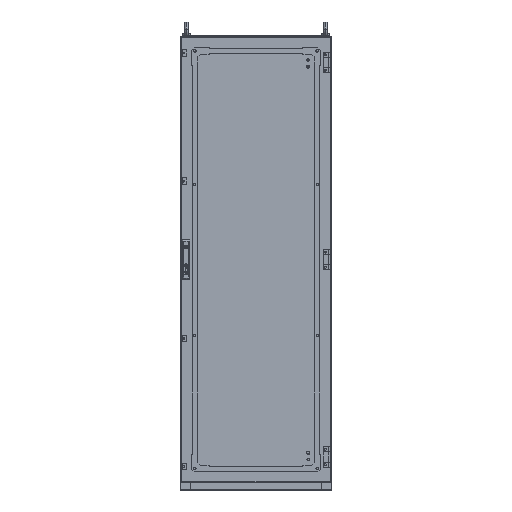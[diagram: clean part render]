
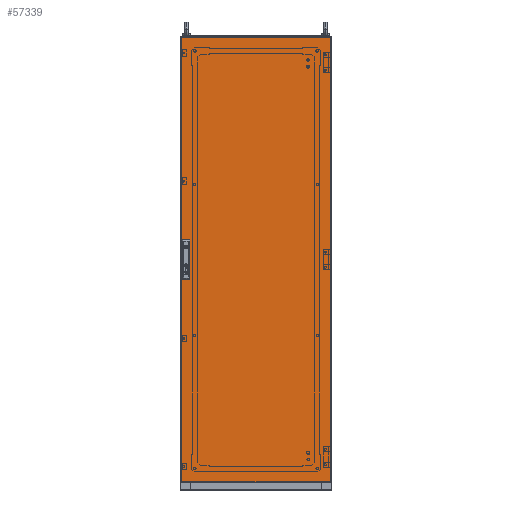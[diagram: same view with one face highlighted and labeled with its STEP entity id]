
A CAD part, top view. The second image highlights one B-rep face of the part: STEP entity #57339.
In plain terms, the highlighted planar face has unit normal (0, 0, 1).
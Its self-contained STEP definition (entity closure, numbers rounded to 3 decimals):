
#36 = LINE ( 'NONE', #87392, #109008 ) ;
#89 = ORIENTED_EDGE ( 'NONE', *, *, #133615, .F. ) ;
#863 = ORIENTED_EDGE ( 'NONE', *, *, #21934, .F. ) ;
#1863 = VERTEX_POINT ( 'NONE', #75274 ) ;
#5474 = VECTOR ( 'NONE', #9019, 1000. ) ;
#5816 = CARTESIAN_POINT ( 'NONE',  ( 297., -870., 0. ) ) ;
#6140 = VECTOR ( 'NONE', #117552, 1000. ) ;
#9019 = DIRECTION ( 'NONE',  ( 0., -1., 0. ) ) ;
#15144 = VECTOR ( 'NONE', #142828, 1000. ) ;
#16110 = CARTESIAN_POINT ( 'NONE',  ( -265.7, -61.5, 0. ) ) ;
#16434 = DIRECTION ( 'NONE',  ( 0., 1., 0. ) ) ;
#20939 = CARTESIAN_POINT ( 'NONE',  ( -297., 897., 0. ) ) ;
#21934 = EDGE_CURVE ( 'NONE', #84033, #135632, #145300, .T. ) ;
#28330 = CARTESIAN_POINT ( 'NONE',  ( 297., 897., 0. ) ) ;
#29471 = ORIENTED_EDGE ( 'NONE', *, *, #100519, .F. ) ;
#30145 = DIRECTION ( 'NONE',  ( -1., 0., 0. ) ) ;
#31299 = EDGE_LOOP ( 'NONE', ( #82342, #93745, #52101, #863 ) ) ;
#32301 = ORIENTED_EDGE ( 'NONE', *, *, #98105, .T. ) ;
#32831 = DIRECTION ( 'NONE',  ( 0., 0., 1. ) ) ;
#34521 = DIRECTION ( 'NONE',  ( -1., 0., 0. ) ) ;
#35923 = VECTOR ( 'NONE', #30145, 1000. ) ;
#42843 = CARTESIAN_POINT ( 'NONE',  ( -297., -870., 0. ) ) ;
#44723 = CARTESIAN_POINT ( 'NONE',  ( -265.7, -11.5, 0. ) ) ;
#44970 = CARTESIAN_POINT ( 'NONE',  ( -265.7, -11.5, 0. ) ) ;
#45516 = CARTESIAN_POINT ( 'NONE',  ( 0., 0., 0. ) ) ;
#47435 = FACE_BOUND ( 'NONE', #155729, .T. ) ;
#47485 = EDGE_CURVE ( 'NONE', #122032, #185770, #84738, .T. ) ;
#49815 = LINE ( 'NONE', #93520, #81012 ) ;
#49818 = ORIENTED_EDGE ( 'NONE', *, *, #70245, .F. ) ;
#52101 = ORIENTED_EDGE ( 'NONE', *, *, #93063, .F. ) ;
#53625 = CARTESIAN_POINT ( 'NONE',  ( -265.7, 38.5, 0. ) ) ;
#57339 = ADVANCED_FACE ( 'NONE', ( #90207, #47435, #133890 ), #106659, .T. ) ;
#57846 = VECTOR ( 'NONE', #101054, 1000. ) ;
#58686 = VERTEX_POINT ( 'NONE', #16110 ) ;
#64525 = CARTESIAN_POINT ( 'NONE',  ( -297., -870., 0. ) ) ;
#65914 = EDGE_CURVE ( 'NONE', #70147, #1863, #153746, .T. ) ;
#66222 = EDGE_CURVE ( 'NONE', #176935, #84033, #49815, .T. ) ;
#67212 = LINE ( 'NONE', #99270, #100178 ) ;
#70147 = VERTEX_POINT ( 'NONE', #28330 ) ;
#70245 = EDGE_CURVE ( 'NONE', #58686, #84630, #189078, .T. ) ;
#75274 = CARTESIAN_POINT ( 'NONE',  ( -297., 897., 0. ) ) ;
#81012 = VECTOR ( 'NONE', #168078, 1000. ) ;
#82342 = ORIENTED_EDGE ( 'NONE', *, *, #66222, .F. ) ;
#82524 = CARTESIAN_POINT ( 'NONE',  ( -290.7, -61.5, 0. ) ) ;
#84033 = VERTEX_POINT ( 'NONE', #89392 ) ;
#84130 = VERTEX_POINT ( 'NONE', #5816 ) ;
#84630 = VERTEX_POINT ( 'NONE', #44970 ) ;
#84642 = LINE ( 'NONE', #42843, #15144 ) ;
#84738 = LINE ( 'NONE', #110013, #5474 ) ;
#85556 = CARTESIAN_POINT ( 'NONE',  ( -290.7, 88.5, 0. ) ) ;
#87223 = ORIENTED_EDGE ( 'NONE', *, *, #186469, .T. ) ;
#87392 = CARTESIAN_POINT ( 'NONE',  ( 297., 897., 0. ) ) ;
#87477 = EDGE_CURVE ( 'NONE', #128236, #176935, #88214, .T. ) ;
#88214 = LINE ( 'NONE', #178199, #167217 ) ;
#89062 = CARTESIAN_POINT ( 'NONE',  ( -265.7, 88.5, 0. ) ) ;
#89392 = CARTESIAN_POINT ( 'NONE',  ( -290.7, 38.5, 0. ) ) ;
#90207 = FACE_BOUND ( 'NONE', #31299, .T. ) ;
#90828 = EDGE_LOOP ( 'NONE', ( #87223, #116033, #32301, #179147 ) ) ;
#91310 = ORIENTED_EDGE ( 'NONE', *, *, #47485, .F. ) ;
#92960 = AXIS2_PLACEMENT_3D ( 'NONE', #45516, #32831, #136715 ) ;
#93063 = EDGE_CURVE ( 'NONE', #135632, #128236, #132108, .T. ) ;
#93520 = CARTESIAN_POINT ( 'NONE',  ( -290.7, 38.5, 0. ) ) ;
#93745 = ORIENTED_EDGE ( 'NONE', *, *, #87477, .F. ) ;
#98105 = EDGE_CURVE ( 'NONE', #84130, #70147, #36, .T. ) ;
#99270 = CARTESIAN_POINT ( 'NONE',  ( -297., 897., 0. ) ) ;
#100178 = VECTOR ( 'NONE', #185342, 1000. ) ;
#100519 = EDGE_CURVE ( 'NONE', #185770, #58686, #181947, .T. ) ;
#101054 = DIRECTION ( 'NONE',  ( 0., 1., 0. ) ) ;
#102773 = DIRECTION ( 'NONE',  ( -1., 0., 0. ) ) ;
#103942 = LINE ( 'NONE', #44723, #35923 ) ;
#106659 = PLANE ( 'NONE',  #92960 ) ;
#109008 = VECTOR ( 'NONE', #16434, 1000. ) ;
#110013 = CARTESIAN_POINT ( 'NONE',  ( -290.7, -61.5, 0. ) ) ;
#116033 = ORIENTED_EDGE ( 'NONE', *, *, #179945, .T. ) ;
#117552 = DIRECTION ( 'NONE',  ( 0., 1., 0. ) ) ;
#122032 = VERTEX_POINT ( 'NONE', #180607 ) ;
#124282 = VECTOR ( 'NONE', #34521, 1000. ) ;
#124941 = DIRECTION ( 'NONE',  ( 1., 0., 0. ) ) ;
#128236 = VERTEX_POINT ( 'NONE', #89062 ) ;
#132108 = LINE ( 'NONE', #190998, #6140 ) ;
#133615 = EDGE_CURVE ( 'NONE', #84630, #122032, #103942, .T. ) ;
#133890 = FACE_OUTER_BOUND ( 'NONE', #90828, .T. ) ;
#135632 = VERTEX_POINT ( 'NONE', #53625 ) ;
#136715 = DIRECTION ( 'NONE',  ( 1., 0., 0. ) ) ;
#140500 = VECTOR ( 'NONE', #124941, 1000. ) ;
#142828 = DIRECTION ( 'NONE',  ( 1., 0., 0. ) ) ;
#143408 = CARTESIAN_POINT ( 'NONE',  ( -265.7, 38.5, 0. ) ) ;
#145300 = LINE ( 'NONE', #143408, #177958 ) ;
#153746 = LINE ( 'NONE', #20939, #124282 ) ;
#154839 = CARTESIAN_POINT ( 'NONE',  ( -265.7, -61.5, 0. ) ) ;
#155729 = EDGE_LOOP ( 'NONE', ( #91310, #89, #49818, #29471 ) ) ;
#167217 = VECTOR ( 'NONE', #102773, 1000. ) ;
#168078 = DIRECTION ( 'NONE',  ( 0., -1., 0. ) ) ;
#168451 = VERTEX_POINT ( 'NONE', #64525 ) ;
#172740 = CARTESIAN_POINT ( 'NONE',  ( -265.7, -61.5, 0. ) ) ;
#176935 = VERTEX_POINT ( 'NONE', #85556 ) ;
#177958 = VECTOR ( 'NONE', #190698, 1000. ) ;
#178199 = CARTESIAN_POINT ( 'NONE',  ( -265.7, 88.5, 0. ) ) ;
#179147 = ORIENTED_EDGE ( 'NONE', *, *, #65914, .T. ) ;
#179945 = EDGE_CURVE ( 'NONE', #168451, #84130, #84642, .T. ) ;
#180607 = CARTESIAN_POINT ( 'NONE',  ( -290.7, -11.5, 0. ) ) ;
#181947 = LINE ( 'NONE', #154839, #140500 ) ;
#185342 = DIRECTION ( 'NONE',  ( 0., -1., 0. ) ) ;
#185770 = VERTEX_POINT ( 'NONE', #82524 ) ;
#186469 = EDGE_CURVE ( 'NONE', #1863, #168451, #67212, .T. ) ;
#189078 = LINE ( 'NONE', #172740, #57846 ) ;
#190698 = DIRECTION ( 'NONE',  ( 1., 0., 0. ) ) ;
#190998 = CARTESIAN_POINT ( 'NONE',  ( -265.7, 38.5, 0. ) ) ;
